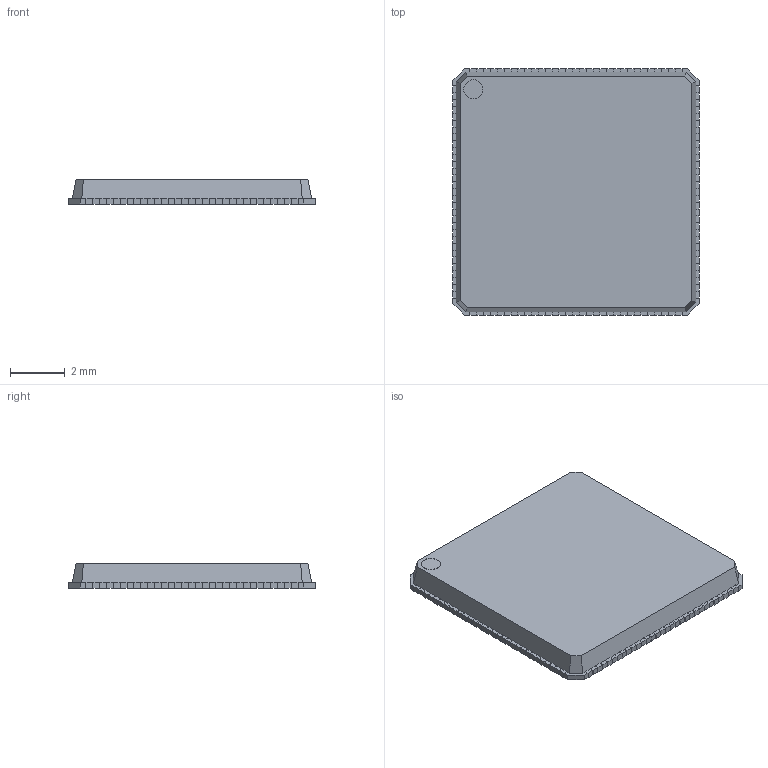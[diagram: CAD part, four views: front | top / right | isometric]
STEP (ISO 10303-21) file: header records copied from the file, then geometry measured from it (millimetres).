
FILE_DESCRIPTION (( 'STEP AP214' ), '1' );
FILE_NAME ('User Library-ZM7300G Series.STEP', '2019-10-15T11:56:47', ( '' ), ( '' ), 'SwSTEP 2.0', 'SolidWorks 2019', '' );
FILE_SCHEMA (( 'AUTOMOTIVE_DESIGN' ));
Length unit declared in the file: millimetre
Products named in the file (1): User Library-ZM7300G Series
Bounding box: 9.02 x 9.02 x 0.9 mm (x, y, z)
Volume: 67.4 mm3; surface area: 189 mm2
Topology: 1 solids, 1 shells, 560 faces, 1668 edges, 1112 vertices
Faces by surface type: plane 473, cylinder 87
Entity records: 24760 total; most frequent: CARTESIAN_POINT 3341, ORIENTED_EDGE 3336, DIRECTION 2964, EDGE_CURVE 1668, VECTOR 1494, LINE 1494, VERTEX_POINT 1112, AXIS2_PLACEMENT_3D 735
